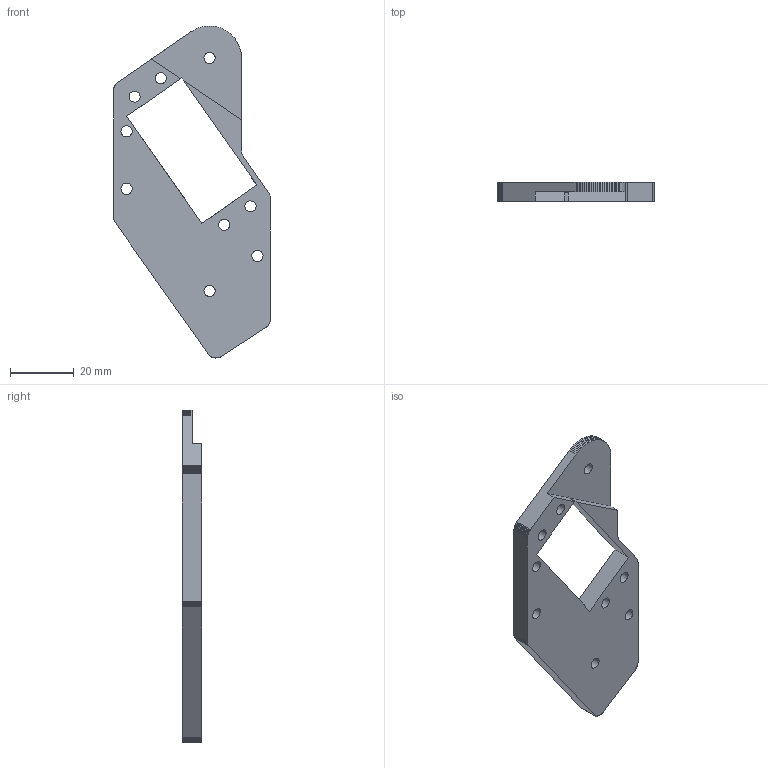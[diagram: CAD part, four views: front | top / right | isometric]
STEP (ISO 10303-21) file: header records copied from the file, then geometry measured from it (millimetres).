
FILE_DESCRIPTION(('FreeCAD Model'),'2;1');
FILE_NAME('rightLegD.step', '2015-03-22T23:17:50',('FreeCAD'),('FreeCAD'), 'Open CASCADE STEP processor 6.7','FreeCAD','Unknown');
FILE_SCHEMA(('AUTOMOTIVE_DESIGN_CC2 { 1 2 10303 214 -1 1 5 4 }'));
Length unit declared in the file: millimetre
Products named in the file (1): Cut071
Bounding box: 49 x 6 x 104 mm (x, y, z)
Volume: 12259.2 mm3; surface area: 8465 mm2
Topology: 1 solids, 1 shells, 123 faces, 366 edges, 244 vertices
Faces by surface type: plane 111, cylinder 12
Full cylindrical faces by diameter (mm): 3.5 x9
Entity records: 8808 total; most frequent: CARTESIAN_POINT 1654, DIRECTION 1244, LINE 935, VECTOR 935, ORIENTED_EDGE 732, PCURVE 732, DEFINITIONAL_REPRESENTATION 732, EDGE_CURVE 366
